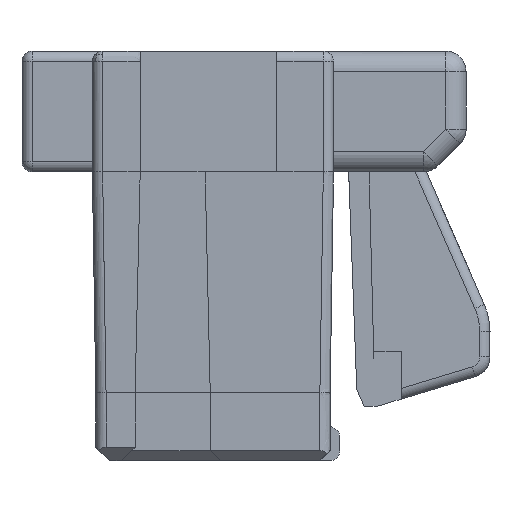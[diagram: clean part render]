
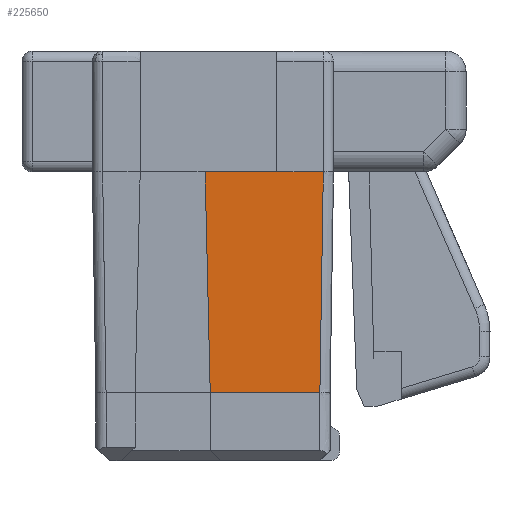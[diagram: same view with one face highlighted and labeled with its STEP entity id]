
A CAD part, front view. The second image highlights one B-rep face of the part: STEP entity #225650.
In plain terms, the highlighted planar face has unit normal (0, -1, -0.015).
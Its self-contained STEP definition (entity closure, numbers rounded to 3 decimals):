
#24920=CARTESIAN_POINT('',(-32.773,-24.465,
126.065));
#24930=VERTEX_POINT('',#24920);
#47820=CARTESIAN_POINT('',(-32.723,-24.515,
129.295));
#47830=VERTEX_POINT('',#47820);
#49250=CARTESIAN_POINT('',(-33.403,-24.515,
129.295));
#49260=VERTEX_POINT('',#49250);
#49290=CARTESIAN_POINT('',(0.,-24.515,129.295));
#49300=DIRECTION('',(1.,0.,0.));
#49310=VECTOR('',#49300,1.);
#49320=LINE('',#49290,#49310);
#49330=CARTESIAN_POINT('',(-34.453,-24.515,
129.295));
#49340=VERTEX_POINT('',#49330);
#49350=EDGE_CURVE('',#49340,#49260,#49320,.T.);
#50080=CARTESIAN_POINT('',(-33.523,-24.515,
129.295));
#50090=DIRECTION('',(1.,0.,0.));
#50100=VECTOR('',#50090,1.);
#50110=LINE('',#50080,#50100);
#50120=EDGE_CURVE('',#49260,#47830,#50110,.T.);
#51700=CARTESIAN_POINT('',(-32.773,-24.465,
126.065));
#51710=CARTESIAN_POINT('',(-32.773,-24.466,
126.083));
#51720=CARTESIAN_POINT('',(-32.772,-24.466,
126.101));
#51730=CARTESIAN_POINT('',(-32.756,-24.482,
127.16));
#51740=CARTESIAN_POINT('',(-32.74,-24.499,
128.2));
#51750=CARTESIAN_POINT('',(-32.723,-24.515,
129.259));
#51760=CARTESIAN_POINT('',(-32.723,-24.515,
129.277));
#51770=CARTESIAN_POINT('',(-32.723,-24.515,
129.295));
#51780=B_SPLINE_CURVE_WITH_KNOTS('',3,(#51700,#51710,#51720,#51730,
#51740,#51750,#51760,#51770),.UNSPECIFIED.,.F.,.F.,(4,2,2,4),(0.,
0.054,3.177,3.231),.UNSPECIFIED.);
#51790=EDGE_CURVE('',#24930,#47830,#51780,.T.);
#197650=CARTESIAN_POINT('',(-34.378,-24.465,
126.065));
#197660=VERTEX_POINT('',#197650);
#197880=CARTESIAN_POINT('',(-34.703,-24.465,
126.065));
#197890=DIRECTION('',(1.,0.,0.));
#197900=VECTOR('',#197890,1.);
#197910=LINE('',#197880,#197900);
#197920=EDGE_CURVE('',#197660,#24930,#197910,.T.);
#225250=CARTESIAN_POINT('',(-31.451,-22.514,0.));
#225260=DIRECTION('',(-0.023,-0.015,
1.));
#225270=VECTOR('',#225260,1.);
#225280=LINE('',#225250,#225270);
#225290=EDGE_CURVE('',#197660,#49340,#225280,.T.);
#225530=CARTESIAN_POINT('',(-33.503,-24.515,
129.295));
#225540=DIRECTION('',(0.,1.,
0.015));
#225550=DIRECTION('',(0.,0.015,
-1.));
#225560=AXIS2_PLACEMENT_3D('',#225530,#225540,#225550);
#225570=PLANE('',#225560);
#225580=ORIENTED_EDGE('',*,*,#49350,.F.);
#225590=ORIENTED_EDGE('',*,*,#50120,.F.);
#225600=ORIENTED_EDGE('',*,*,#51790,.T.);
#225610=ORIENTED_EDGE('',*,*,#197920,.T.);
#225620=ORIENTED_EDGE('',*,*,#225290,.F.);
#225630=EDGE_LOOP('',(#225620,#225610,#225600,#225590,#225580));
#225640=FACE_OUTER_BOUND('',#225630,.T.);
#225650=ADVANCED_FACE('',(#225640),#225570,.F.);
